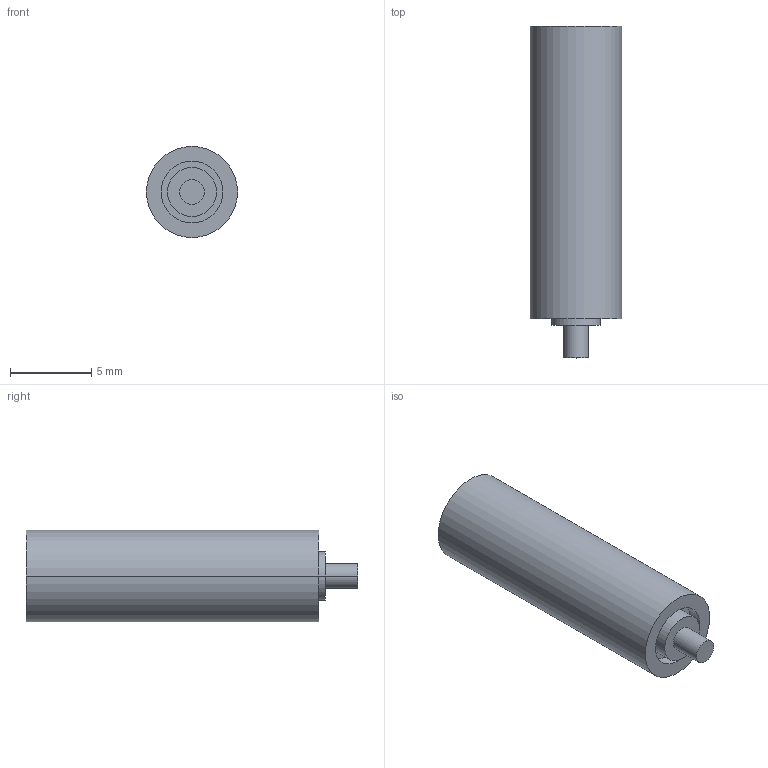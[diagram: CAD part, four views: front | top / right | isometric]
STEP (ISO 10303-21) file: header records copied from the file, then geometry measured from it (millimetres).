
FILE_DESCRIPTION((''),'2;1');
FILE_NAME('00112021702','2020-02-10T',('presta_be4'),(''),'CREO PARAMETRIC BY PTC INC, 2018360','CREO PARAMETRIC BY PTC INC, 2018360','');
FILE_SCHEMA(('CONFIG_CONTROL_DESIGN'));
Length unit declared in the file: millimetre
Products named in the file (1): 00112021702
Bounding box: 5.6 x 20.4 x 5.6 mm (x, y, z)
Volume: 265.7 mm3; surface area: 914.2 mm2
Topology: 1 solids, 4 shells, 163 faces, 376 edges, 237 vertices
Faces by surface type: cylinder 64, plane 59, cone 30, torus 10
Entity records: 4918 total; most frequent: CARTESIAN_POINT 1060, DIRECTION 870, ORIENTED_EDGE 740, EDGE_CURVE 370, AXIS2_PLACEMENT_3D 355, VERTEX_POINT 237, CIRCLE 192, EDGE_LOOP 189
